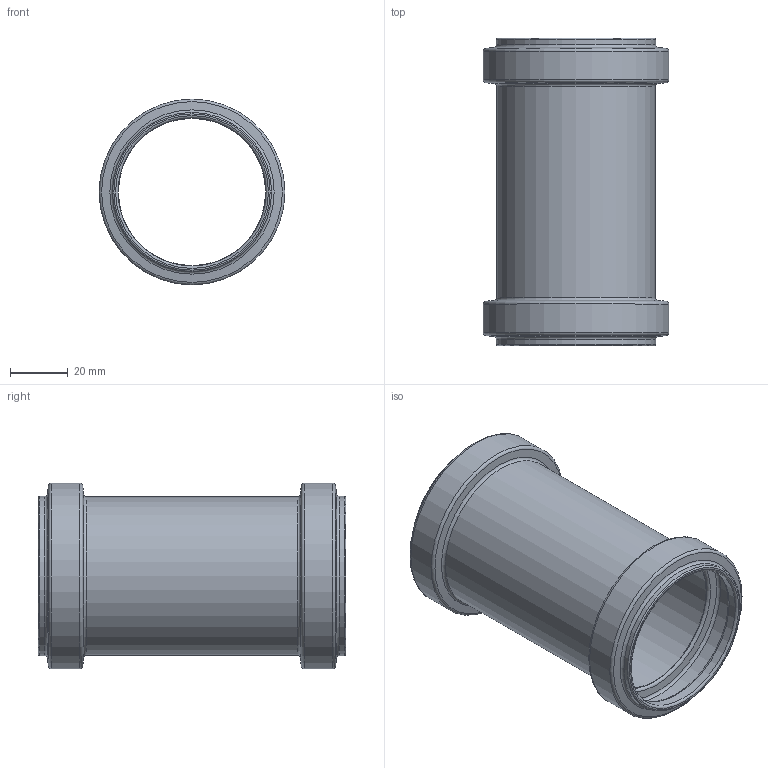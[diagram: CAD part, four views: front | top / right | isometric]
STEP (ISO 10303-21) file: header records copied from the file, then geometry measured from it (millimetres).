
FILE_DESCRIPTION(/* description */ (''),/* implementation_level */ '2;1');
FILE_NAME(/* name */ '559720 HTU DN_OD 50 weiß.stp',/* time_stamp */ '2018-01-12T10:31:08+01:00',/* author */ ('user1'),/* organization */ (''),/* preprocessor_version */ 'ST-DEVELOPER v16.1',/* originating_system */ 'Autodesk Inventor 2016',/* authorisation */ '');
FILE_SCHEMA (('AUTOMOTIVE_DESIGN { 1 0 10303 214 3 1 1 }'));
Length unit declared in the file: millimetre
Products named in the file (1): 559720 HTU DN_OD 50 weiß
Bounding box: 64.1 x 106 x 64.1 mm (x, y, z)
Volume: 40213.3 mm3; surface area: 41932 mm2
Topology: 1 solids, 1 shells, 44 faces, 84 edges, 44 vertices
Faces by surface type: torus 20, cylinder 12, cone 8, plane 4
Full cylindrical faces by diameter (mm): 50.8 x1, 51.1 x4, 54.6 x1, 54.9 x2, 60.3 x2, 64.1 x2
Entity records: 912 total; most frequent: DIRECTION 178, CARTESIAN_POINT 133, AXIS2_PLACEMENT_3D 89, EDGE_LOOP 88, ORIENTED_EDGE 88, FACE_BOUND 44, FACE_OUTER_BOUND 44, CIRCLE 44
